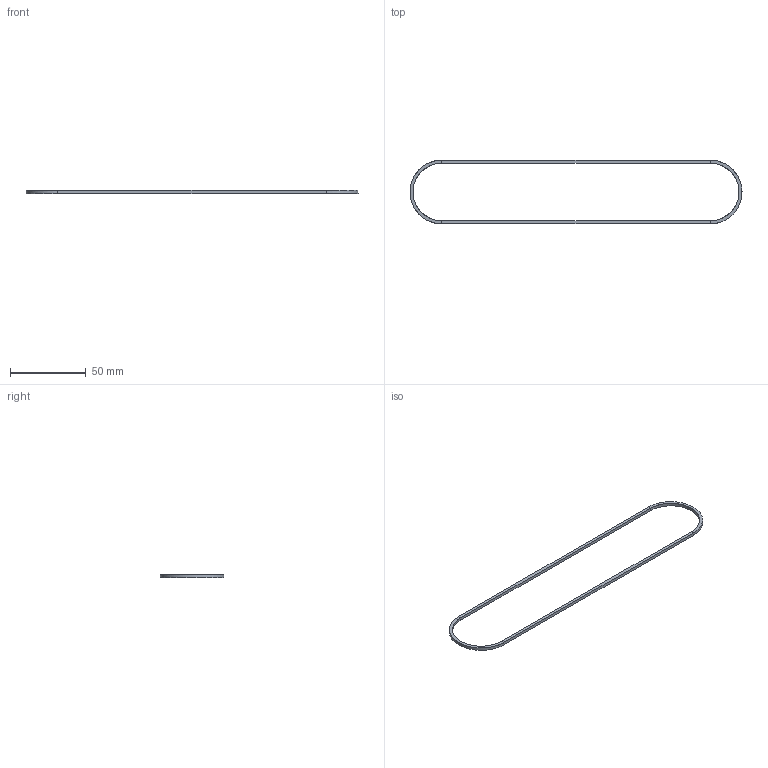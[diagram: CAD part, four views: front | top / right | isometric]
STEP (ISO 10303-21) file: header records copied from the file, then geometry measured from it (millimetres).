
FILE_DESCRIPTION((''),'2;1');
FILE_NAME('TK.stp','2022-12-21T17:05:51',(''),(''),'AutoCAD STEP 2000i','AutoCAD 2000i',', , ');
FILE_SCHEMA(('CONFIG_CONTROL_DESIGN'));
Length unit declared in the file: millimetre
Products named in the file (1): TK
Bounding box: 219.29 x 42 x 2 mm (x, y, z)
Surface area: 3842.1 mm2 (no closed solid volume)
Topology: 0 solids, 0 shells, 16 faces, 64 edges, 64 vertices
Faces by surface type: bspline 16
Entity records: 2038 total; most frequent: CARTESIAN_POINT 1633, QUASI_UNIFORM_CURVE 112, PCURVE 64, COMPOSITE_CURVE_SEGMENT 64, OUTER_BOUNDARY_CURVE 16, CURVE_BOUNDED_SURFACE 16, B_SPLINE_CURVE_WITH_KNOTS 16, PERSON 8
